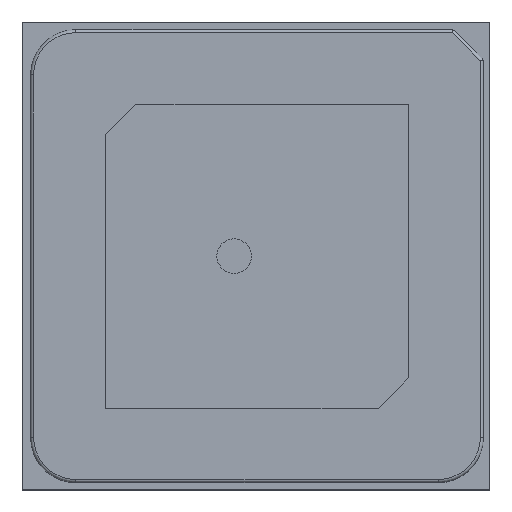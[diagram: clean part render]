
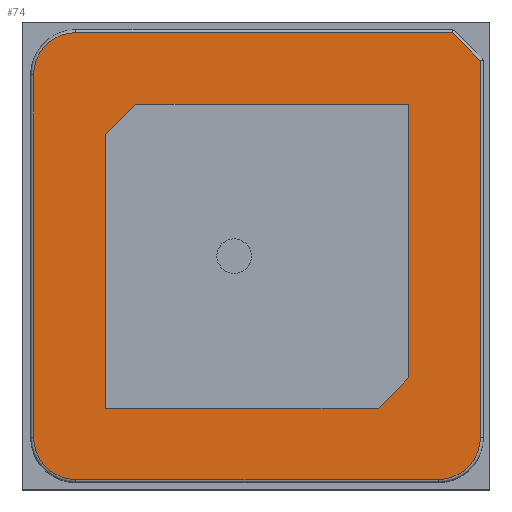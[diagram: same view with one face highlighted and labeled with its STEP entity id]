
A CAD part, top view. The second image highlights one B-rep face of the part: STEP entity #74.
In plain terms, the highlighted face is planar.
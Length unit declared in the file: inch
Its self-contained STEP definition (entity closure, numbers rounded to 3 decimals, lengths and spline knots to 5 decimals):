
#12 = CARTESIAN_POINT ( 'NONE',  ( 0.19723, 0.17008, -0.19828 ) ) ;
#74 = ADVANCED_FACE ( 'NONE', ( #4523, #5500 ), #3714, .F. ) ;
#107 = ORIENTED_EDGE ( 'NONE', *, *, #4612, .F. ) ;
#123 = AXIS2_PLACEMENT_3D ( 'NONE', #1576, #2397, #2864 ) ;
#160 = CARTESIAN_POINT ( 'NONE',  ( -0.23622, 0.17008, 0.29134 ) ) ;
#171 = ORIENTED_EDGE ( 'NONE', *, *, #5196, .F. ) ;
#193 = CARTESIAN_POINT ( 'NONE',  ( 0.19723, 0.17008, 0.15891 ) ) ;
#224 = DIRECTION ( 'NONE',  ( 0., -1., 0. ) ) ;
#228 = CARTESIAN_POINT ( 'NONE',  ( 0.15786, 0.17008, 0.19828 ) ) ;
#232 = EDGE_CURVE ( 'NONE', #2742, #4588, #4396, .T. ) ;
#253 = DIRECTION ( 'NONE',  ( 0., 0., -1. ) ) ;
#317 = VECTOR ( 'NONE', #3977, 39.37008 ) ;
#368 = EDGE_LOOP ( 'NONE', ( #1696, #5680, #2940, #1326, #1069, #5259 ) ) ;
#439 = CARTESIAN_POINT ( 'NONE',  ( 0.25427, 0.17008, -0.29134 ) ) ;
#454 = ORIENTED_EDGE ( 'NONE', *, *, #1551, .F. ) ;
#455 = AXIS2_PLACEMENT_3D ( 'NONE', #2430, #224, #253 ) ;
#630 = AXIS2_PLACEMENT_3D ( 'NONE', #5088, #1866, #5470 ) ;
#665 = VECTOR ( 'NONE', #4428, 39.37008 ) ;
#691 = LINE ( 'NONE', #1974, #4333 ) ;
#719 = VERTEX_POINT ( 'NONE', #193 ) ;
#725 = VECTOR ( 'NONE', #4035, 39.37008 ) ;
#742 = VERTEX_POINT ( 'NONE', #2093 ) ;
#837 = EDGE_CURVE ( 'NONE', #4588, #5229, #1811, .T. ) ;
#872 = CARTESIAN_POINT ( 'NONE',  ( -0.15786, 0.17008, -0.19828 ) ) ;
#935 = CARTESIAN_POINT ( 'NONE',  ( -0.29134, 0.17008, -0.23622 ) ) ;
#1011 = CARTESIAN_POINT ( 'NONE',  ( 0.29134, 0.17008, 0.23622 ) ) ;
#1020 = EDGE_CURVE ( 'NONE', #1934, #3485, #5468, .T. ) ;
#1069 = ORIENTED_EDGE ( 'NONE', *, *, #1624, .F. ) ;
#1087 = LINE ( 'NONE', #5052, #2592 ) ;
#1163 = EDGE_CURVE ( 'NONE', #1703, #5409, #3435, .T. ) ;
#1220 = DIRECTION ( 'NONE',  ( 1., 0., 0. ) ) ;
#1326 = ORIENTED_EDGE ( 'NONE', *, *, #2630, .F. ) ;
#1357 = ORIENTED_EDGE ( 'NONE', *, *, #1020, .F. ) ;
#1551 = EDGE_CURVE ( 'NONE', #2355, #1771, #5228, .T. ) ;
#1576 = CARTESIAN_POINT ( 'NONE',  ( -0.23622, 0.17008, -0.23622 ) ) ;
#1624 = EDGE_CURVE ( 'NONE', #719, #4789, #1087, .T. ) ;
#1682 = VECTOR ( 'NONE', #5160, 39.37008 ) ;
#1696 = ORIENTED_EDGE ( 'NONE', *, *, #3397, .F. ) ;
#1703 = VERTEX_POINT ( 'NONE', #1011 ) ;
#1731 = ORIENTED_EDGE ( 'NONE', *, *, #1163, .F. ) ;
#1736 = DIRECTION ( 'NONE',  ( 0., 0., 1. ) ) ;
#1737 = ORIENTED_EDGE ( 'NONE', *, *, #1813, .F. ) ;
#1771 = VERTEX_POINT ( 'NONE', #935 ) ;
#1787 = CARTESIAN_POINT ( 'NONE',  ( -0.29134, 0.17008, 0.23622 ) ) ;
#1811 = LINE ( 'NONE', #5359, #317 ) ;
#1813 = EDGE_CURVE ( 'NONE', #5409, #2546, #3058, .T. ) ;
#1866 = DIRECTION ( 'NONE',  ( 0., -1., 0. ) ) ;
#1880 = DIRECTION ( 'NONE',  ( 0., 0., -1. ) ) ;
#1934 = VERTEX_POINT ( 'NONE', #4088 ) ;
#1974 = CARTESIAN_POINT ( 'NONE',  ( 0.29134, 0.17008, 0. ) ) ;
#2093 = CARTESIAN_POINT ( 'NONE',  ( 0.15786, 0.17008, 0.19828 ) ) ;
#2142 = CARTESIAN_POINT ( 'NONE',  ( -0.29134, 0.17008, 0. ) ) ;
#2256 = VECTOR ( 'NONE', #5613, 39.37008 ) ;
#2309 = EDGE_CURVE ( 'NONE', #3485, #3383, #4042, .T. ) ;
#2355 = VERTEX_POINT ( 'NONE', #1787 ) ;
#2369 = CARTESIAN_POINT ( 'NONE',  ( -0.19723, 0.17008, 0.19828 ) ) ;
#2397 = DIRECTION ( 'NONE',  ( 0., -1., 0. ) ) ;
#2430 = CARTESIAN_POINT ( 'NONE',  ( 0.23622, 0.17008, 0.23622 ) ) ;
#2481 = CARTESIAN_POINT ( 'NONE',  ( -0.23622, 0.17008, 0.23622 ) ) ;
#2523 = AXIS2_PLACEMENT_3D ( 'NONE', #2481, #3286, #5152 ) ;
#2535 = LINE ( 'NONE', #2976, #2660 ) ;
#2546 = VERTEX_POINT ( 'NONE', #160 ) ;
#2592 = VECTOR ( 'NONE', #1880, 39.37008 ) ;
#2630 = EDGE_CURVE ( 'NONE', #4789, #2742, #5587, .T. ) ;
#2660 = VECTOR ( 'NONE', #1220, 39.37008 ) ;
#2742 = VERTEX_POINT ( 'NONE', #4970 ) ;
#2855 = CARTESIAN_POINT ( 'NONE',  ( 0., 0.17008, -0.29134 ) ) ;
#2864 = DIRECTION ( 'NONE',  ( 0., 0., -1. ) ) ;
#2876 = VECTOR ( 'NONE', #4602, 39.37008 ) ;
#2878 = VECTOR ( 'NONE', #5632, 39.37008 ) ;
#2896 = EDGE_CURVE ( 'NONE', #3383, #1703, #691, .T. ) ;
#2940 = ORIENTED_EDGE ( 'NONE', *, *, #232, .F. ) ;
#2976 = CARTESIAN_POINT ( 'NONE',  ( 0., 0.17008, 0.19828 ) ) ;
#3058 = LINE ( 'NONE', #4465, #725 ) ;
#3286 = DIRECTION ( 'NONE',  ( 0., -1., 0. ) ) ;
#3383 = VERTEX_POINT ( 'NONE', #5202 ) ;
#3397 = EDGE_CURVE ( 'NONE', #5229, #742, #2535, .T. ) ;
#3435 = CIRCLE ( 'NONE', #455, 0.05512 ) ;
#3472 = CARTESIAN_POINT ( 'NONE',  ( 0.25427, 0.17008, -0.29134 ) ) ;
#3485 = VERTEX_POINT ( 'NONE', #3472 ) ;
#3714 = PLANE ( 'NONE',  #630 ) ;
#3756 = CARTESIAN_POINT ( 'NONE',  ( -0.19723, 0.17008, -0.15891 ) ) ;
#3883 = CARTESIAN_POINT ( 'NONE',  ( 0., 0.17008, -0.19828 ) ) ;
#3977 = DIRECTION ( 'NONE',  ( 0., 0., 1. ) ) ;
#4035 = DIRECTION ( 'NONE',  ( -1., 0., 0. ) ) ;
#4042 = LINE ( 'NONE', #439, #5597 ) ;
#4046 = ORIENTED_EDGE ( 'NONE', *, *, #2896, .F. ) ;
#4088 = CARTESIAN_POINT ( 'NONE',  ( -0.23622, 0.17008, -0.29134 ) ) ;
#4223 = LINE ( 'NONE', #228, #1682 ) ;
#4278 = CARTESIAN_POINT ( 'NONE',  ( 0.23622, 0.17008, 0.29134 ) ) ;
#4333 = VECTOR ( 'NONE', #1736, 39.37008 ) ;
#4362 = EDGE_CURVE ( 'NONE', #742, #719, #4223, .T. ) ;
#4396 = LINE ( 'NONE', #872, #665 ) ;
#4404 = DIRECTION ( 'NONE',  ( 0.707, 0., 0.707 ) ) ;
#4420 = EDGE_LOOP ( 'NONE', ( #1357, #107, #454, #171, #1737, #1731, #4046, #5510 ) ) ;
#4428 = DIRECTION ( 'NONE',  ( -0.707, 0., 0.707 ) ) ;
#4465 = CARTESIAN_POINT ( 'NONE',  ( 0., 0.17008, 0.29134 ) ) ;
#4523 = FACE_OUTER_BOUND ( 'NONE', #4420, .T. ) ;
#4588 = VERTEX_POINT ( 'NONE', #3756 ) ;
#4602 = DIRECTION ( 'NONE',  ( 1., 0., 0. ) ) ;
#4612 = EDGE_CURVE ( 'NONE', #1771, #1934, #5118, .T. ) ;
#4789 = VERTEX_POINT ( 'NONE', #12 ) ;
#4970 = CARTESIAN_POINT ( 'NONE',  ( -0.15786, 0.17008, -0.19828 ) ) ;
#5052 = CARTESIAN_POINT ( 'NONE',  ( 0.19723, 0.17008, 0. ) ) ;
#5088 = CARTESIAN_POINT ( 'NONE',  ( 0., 0.17008, 0. ) ) ;
#5118 = CIRCLE ( 'NONE', #123, 0.05512 ) ;
#5152 = DIRECTION ( 'NONE',  ( 0., 0., -1. ) ) ;
#5160 = DIRECTION ( 'NONE',  ( 0.707, 0., -0.707 ) ) ;
#5196 = EDGE_CURVE ( 'NONE', #2546, #2355, #5208, .T. ) ;
#5202 = CARTESIAN_POINT ( 'NONE',  ( 0.29134, 0.17008, -0.25427 ) ) ;
#5208 = CIRCLE ( 'NONE', #2523, 0.05512 ) ;
#5228 = LINE ( 'NONE', #2142, #2878 ) ;
#5229 = VERTEX_POINT ( 'NONE', #2369 ) ;
#5259 = ORIENTED_EDGE ( 'NONE', *, *, #4362, .F. ) ;
#5359 = CARTESIAN_POINT ( 'NONE',  ( -0.19723, 0.17008, 0. ) ) ;
#5409 = VERTEX_POINT ( 'NONE', #4278 ) ;
#5468 = LINE ( 'NONE', #2855, #2876 ) ;
#5470 = DIRECTION ( 'NONE',  ( 0., 0., -1. ) ) ;
#5500 = FACE_BOUND ( 'NONE', #368, .T. ) ;
#5510 = ORIENTED_EDGE ( 'NONE', *, *, #2309, .F. ) ;
#5587 = LINE ( 'NONE', #3883, #2256 ) ;
#5597 = VECTOR ( 'NONE', #4404, 39.37008 ) ;
#5613 = DIRECTION ( 'NONE',  ( -1., 0., 0. ) ) ;
#5632 = DIRECTION ( 'NONE',  ( 0., 0., -1. ) ) ;
#5680 = ORIENTED_EDGE ( 'NONE', *, *, #837, .F. ) ;
